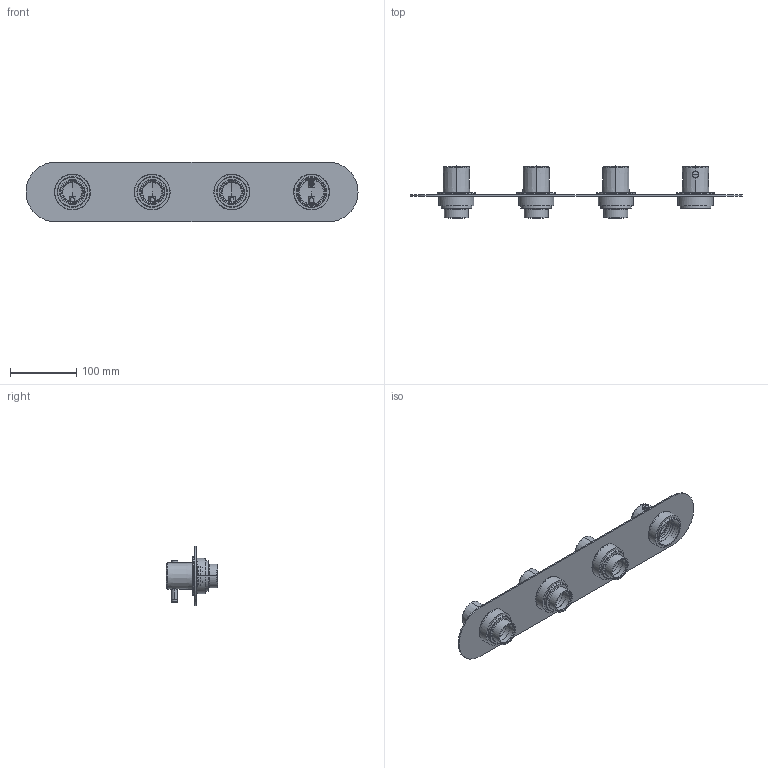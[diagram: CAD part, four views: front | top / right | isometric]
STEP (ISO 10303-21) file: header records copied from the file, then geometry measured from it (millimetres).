
FILE_DESCRIPTION(('CATIA V5 STEP Exchange','CAx-IF Rec.Pracs.--- Model Styling and Organization---1.5--- 2016-08-15','CAx-IF Rec.Pracs.---Supplemental Geometry---1.0---2011-11-01','CAx-IF Rec.Pracs.--- Composite Materials ---3.4---2017-06-13','CAx-IF Rec.Pracs.---Tessellated 3D Geometry---1.0---2015-12-17'),'2;1');
FILE_NAME('LN01R300.stp','2023-01-31T14:12:59+00:00',('none'),('none'),'CATIA Version 5-6 Release 2020 SP2','CATIA V5 STEP AP242 v2','none');
FILE_SCHEMA(('AP242_MANAGED_MODEL_BASED_3D_ENGINEERING_MIM_LF {1 0 10303 442 1 1 4}'));
Length unit declared in the file: millimetre
Products named in the file (3): Product2; E-PPI.117; Product1_AllCATPart
Assembly tree (2 placements, depth 2):
  Product2
    E-PPI.117
    Product1_AllCATPart
Bounding box: 500 x 78.3 x 90 mm (x, y, z)
Volume: 174341 mm3; surface area: 213646.9 mm2
Topology: 18 solids, 80 shells, 462 faces, 1360 edges, 1001 vertices
Faces by surface type: cylinder 232, plane 88, cone 70, torus 54, sphere 18
Entity records: 18316 total; most frequent: CARTESIAN_POINT 6775, ORIENTED_EDGE 2320, DIRECTION 1812, EDGE_CURVE 1334, AXIS2_PLACEMENT_3D 1109, VERTEX_POINT 1001, CIRCLE 766, EDGE_LOOP 555
